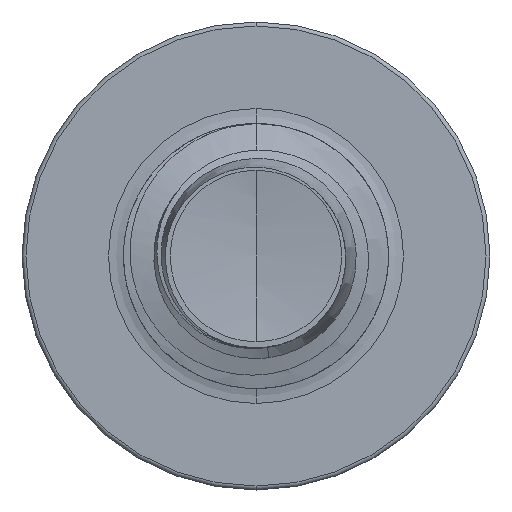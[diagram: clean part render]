
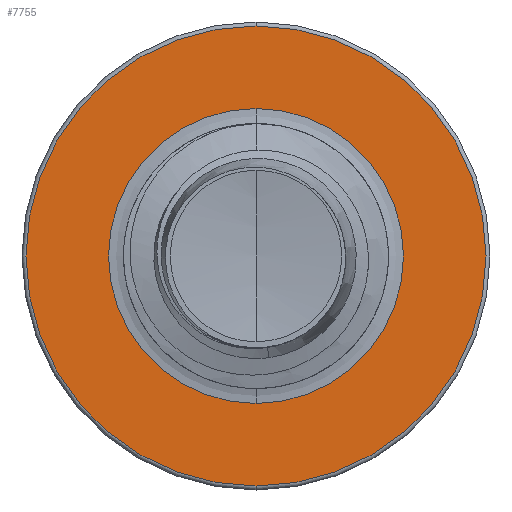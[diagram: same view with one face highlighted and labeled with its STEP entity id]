
A CAD part, front view. The second image highlights one B-rep face of the part: STEP entity #7755.
In plain terms, the highlighted planar face has unit normal (0, -1, 0).
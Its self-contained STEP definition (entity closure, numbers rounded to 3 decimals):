
#893 = AXIS2_PLACEMENT_3D ( 'NONE', #8118, #19034, #9708 ) ;
#1612 = EDGE_CURVE ( 'NONE', #9871, #4485, #13393, .T. ) ;
#1636 = EDGE_CURVE ( 'NONE', #20124, #18145, #13411, .T. ) ;
#3614 = ORIENTED_EDGE ( 'NONE', *, *, #1612, .F. ) ;
#3867 = DIRECTION ( 'NONE',  ( 0., 0., 1. ) ) ;
#4274 = AXIS2_PLACEMENT_3D ( 'NONE', #4877, #16122, #6598 ) ;
#4485 = VERTEX_POINT ( 'NONE', #19028 ) ;
#4877 = CARTESIAN_POINT ( 'NONE',  ( 0., 8.5, 0. ) ) ;
#5214 = EDGE_LOOP ( 'NONE', ( #17397, #19862 ) ) ;
#5911 = FACE_BOUND ( 'NONE', #5214, .T. ) ;
#6001 = FACE_OUTER_BOUND ( 'NONE', #20934, .T. ) ;
#6598 = DIRECTION ( 'NONE',  ( 0., 0., 1. ) ) ;
#6973 = EDGE_CURVE ( 'NONE', #18145, #20124, #7304, .T. ) ;
#7304 = CIRCLE ( 'NONE', #893, 1.67 ) ;
#7755 = ADVANCED_FACE ( 'NONE', ( #6001, #5911 ), #12003, .F. ) ;
#8118 = CARTESIAN_POINT ( 'NONE',  ( 0., 8.5, 0. ) ) ;
#8360 = CARTESIAN_POINT ( 'NONE',  ( 0., 8.5, -2.605 ) ) ;
#9561 = ORIENTED_EDGE ( 'NONE', *, *, #16142, .F. ) ;
#9708 = DIRECTION ( 'NONE',  ( 0., 0., 1. ) ) ;
#9871 = VERTEX_POINT ( 'NONE', #8360 ) ;
#10397 = DIRECTION ( 'NONE',  ( 0., 0., 1. ) ) ;
#10511 = DIRECTION ( 'NONE',  ( 0., 1., 0. ) ) ;
#10643 = CARTESIAN_POINT ( 'NONE',  ( 0., 8.5, 0. ) ) ;
#10978 = DIRECTION ( 'NONE',  ( 0., 0., 1. ) ) ;
#11112 = DIRECTION ( 'NONE',  ( 0., 1., 0. ) ) ;
#11160 = CARTESIAN_POINT ( 'NONE',  ( 0., 8.5, 0. ) ) ;
#12003 = PLANE ( 'NONE',  #17076 ) ;
#12089 = CARTESIAN_POINT ( 'NONE',  ( 0., 8.5, 1.67 ) ) ;
#12202 = CARTESIAN_POINT ( 'NONE',  ( 0., 8.5, -1.67 ) ) ;
#13393 = CIRCLE ( 'NONE', #13734, 2.605 ) ;
#13411 = CIRCLE ( 'NONE', #13430, 1.67 ) ;
#13430 = AXIS2_PLACEMENT_3D ( 'NONE', #10643, #10511, #10397 ) ;
#13579 = DIRECTION ( 'NONE',  ( 0., 1., 0. ) ) ;
#13734 = AXIS2_PLACEMENT_3D ( 'NONE', #11160, #11112, #10978 ) ;
#16122 = DIRECTION ( 'NONE',  ( 0., 1., 0. ) ) ;
#16142 = EDGE_CURVE ( 'NONE', #4485, #9871, #16972, .T. ) ;
#16676 = CARTESIAN_POINT ( 'NONE',  ( 0., 8.5, -1.67 ) ) ;
#16972 = CIRCLE ( 'NONE', #4274, 2.605 ) ;
#17076 = AXIS2_PLACEMENT_3D ( 'NONE', #16676, #13579, #3867 ) ;
#17397 = ORIENTED_EDGE ( 'NONE', *, *, #1636, .T. ) ;
#18145 = VERTEX_POINT ( 'NONE', #12202 ) ;
#19028 = CARTESIAN_POINT ( 'NONE',  ( 0., 8.5, 2.605 ) ) ;
#19034 = DIRECTION ( 'NONE',  ( 0., 1., 0. ) ) ;
#19862 = ORIENTED_EDGE ( 'NONE', *, *, #6973, .T. ) ;
#20124 = VERTEX_POINT ( 'NONE', #12089 ) ;
#20934 = EDGE_LOOP ( 'NONE', ( #9561, #3614 ) ) ;
